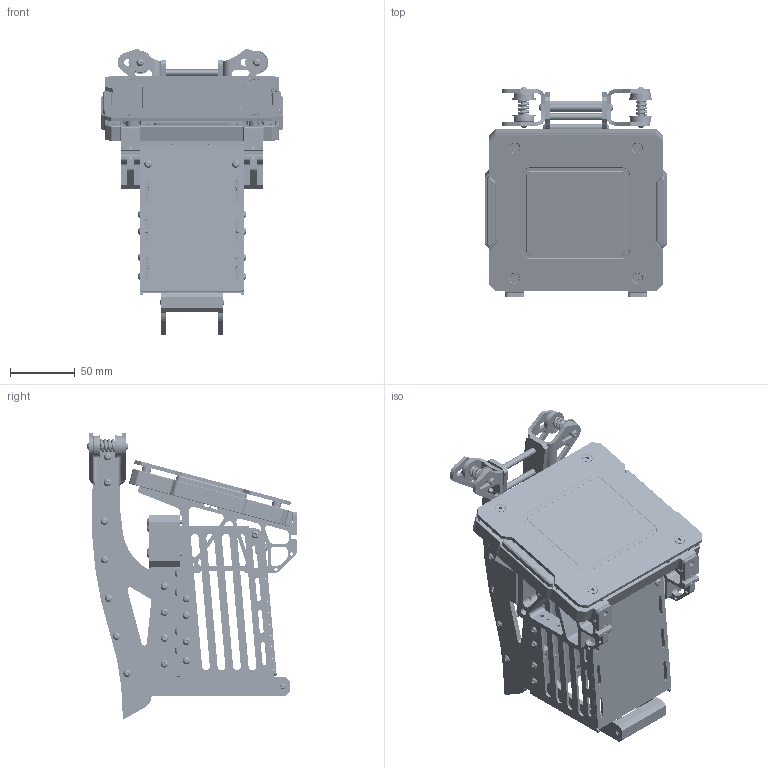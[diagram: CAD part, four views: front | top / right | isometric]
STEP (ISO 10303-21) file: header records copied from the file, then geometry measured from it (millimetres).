
FILE_DESCRIPTION(/* description */ (''),/* implementation_level */ '2;1');
FILE_NAME(/* name */ '电器仓 v43.step',/* time_stamp */ '2022-06-29T16:34:16+08:00',/* author */ (''),/* organization */ (''),/* preprocessor_version */ 'ST-DEVELOPER v19',/* originating_system */ 'Autodesk Translation Framework v11.7.0.108',/* authorisation */ '');
FILE_SCHEMA (('AUTOMOTIVE_DESIGN { 1 0 10303 214 3 1 1 }'));
Products named in the file (30): 4020x3; 摆x3; 腰带; 电器仓底面; 转接块; 转接块_1; 转接块mir; 转接块mir_1; 电器仓侧面; 顶板转轴mir; 顶板; 顶板转轴; M3 Threaded Insert; M3x10 BHCS; M3x8 BHCS; 装甲板架板上; RoboMaster 装甲模块 AM02 2020; RoboMaster 装甲支撑架A型 2
020; 装甲板架板下; m3d5_20; 装甲板架板填充; M3x30 BHCS; m3d5_40; m3d5_50; m3d5_45; 钣金保险杠架a; 内5线径2圈数5弹簧; m3d5_25; M3x6 BHCS; C-SEFL625ZZ
Assembly tree (142 placements, depth 4):
  4020x3
    M3x6 BHCS  x58
    m3d5_45  x4
    摆x3  x2
    腰带
      M3 Threaded Insert  x4
      M3x6 BHCS  x2
      M3x10 BHCS  x2
    电器仓底面
      转接块
        M3 Threaded Insert  x4
      转接块_1
        M3 Threaded Insert  x4
      转接块mir
        M3 Threaded Insert  x4
      转接块mir_1
        M3 Threaded Insert  x4
      电器仓侧面  x2
    顶板转轴mir
      M3 Threaded Insert  x2
    顶板
    m3d5_20  x8
    M3x10 BHCS  x2
    M3x8 BHCS  x2
    顶板转轴
      M3 Threaded Insert  x2
    装甲板架板上
    RoboMaster 装甲模块 AM02 2020
      RoboMaster 装甲支撑架A型 2
020  x2
    装甲板架板下
    装甲板架板填充
    M3x30 BHCS  x4
    m3d5_40  x5
    m3d5_50  x2
    钣金保险杠架a  x2
    C-SEFL625ZZ  x4
    m3d5_25  x2
    内5线径2圈数5弹簧  x2
Bounding box: 141 x 162.15 x 221.82 mm (x, y, z)
Volume: 401112.4 mm3; surface area: 354438.1 mm2
Topology: 158 solids, 158 shells, 6455 faces, 16091 edges, 10333 vertices
Faces by surface type: bspline 1930, plane 1869, cylinder 1860, cone 654, sphere 74, torus 68
Full cylindrical faces by diameter (mm): 1 x16, 1.25 x12, 2.05 x8, 2.2 x8, 2.5 x16, 2.529 x21, 2.9 x24, 3 x164, 3.3 x14, 3.5 x2, 3.8 x4, 4.2 x24, 4.25 x24, 4.5 x38, 4.6 x24, 5 x65, 5.7 x70, 6 x2, 7 x16, 7.7 x4, 14 x8, 16 x4, 18 x4
Entity records: 69426 total; most frequent: CARTESIAN_POINT 17794, DIRECTION 10756, ORIENTED_EDGE 10302, EDGE_CURVE 5151, AXIS2_PLACEMENT_3D 3967, VERTEX_POINT 3333, LINE 2822, VECTOR 2822
